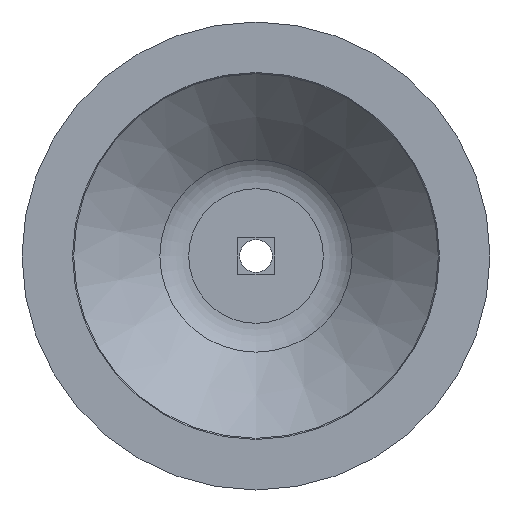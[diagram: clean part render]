
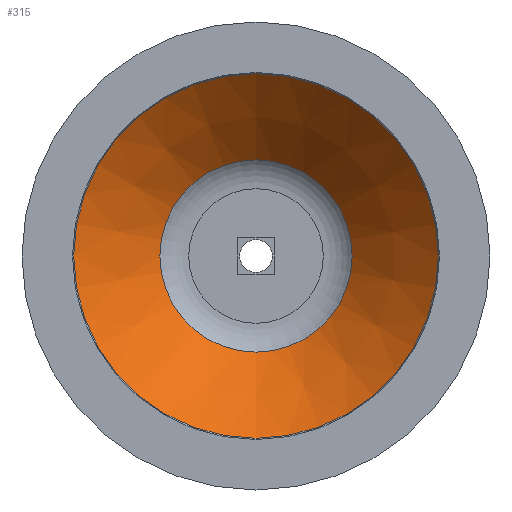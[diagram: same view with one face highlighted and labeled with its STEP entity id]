
A CAD part, front view. The second image highlights one B-rep face of the part: STEP entity #315.
In plain terms, the highlighted conical face has half-angle 45 degrees and reference radius 32.824 mm.
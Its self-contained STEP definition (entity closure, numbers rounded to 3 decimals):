
#33=LINE('',#526,#52);
#52=VECTOR('',#416,32.824);
#71=CONICAL_SURFACE('',#360,32.824,0.785);
#75=FACE_OUTER_BOUND('',#95,.T.);
#95=EDGE_LOOP('',(#226,#227,#228,#229,#230,#231));
#122=CIRCLE('',#358,44.707);
#123=CIRCLE('',#359,44.707);
#124=CIRCLE('',#361,23.577);
#125=CIRCLE('',#362,23.577);
#147=VERTEX_POINT('',#519);
#148=VERTEX_POINT('',#521);
#149=VERTEX_POINT('',#525);
#150=VERTEX_POINT('',#527);
#178=EDGE_CURVE('',#147,#148,#122,.T.);
#179=EDGE_CURVE('',#148,#147,#123,.T.);
#180=EDGE_CURVE('',#148,#149,#33,.T.);
#181=EDGE_CURVE('',#150,#149,#124,.T.);
#182=EDGE_CURVE('',#149,#150,#125,.T.);
#226=ORIENTED_EDGE('',*,*,#178,.F.);
#227=ORIENTED_EDGE('',*,*,#179,.F.);
#228=ORIENTED_EDGE('',*,*,#180,.T.);
#229=ORIENTED_EDGE('',*,*,#181,.F.);
#230=ORIENTED_EDGE('',*,*,#182,.F.);
#231=ORIENTED_EDGE('',*,*,#180,.F.);
#315=ADVANCED_FACE('',(#75),#71,.F.);
#358=AXIS2_PLACEMENT_3D('',#522,#410,#411);
#359=AXIS2_PLACEMENT_3D('',#523,#412,#413);
#360=AXIS2_PLACEMENT_3D('',#524,#414,#415);
#361=AXIS2_PLACEMENT_3D('',#528,#417,#418);
#362=AXIS2_PLACEMENT_3D('',#529,#419,#420);
#410=DIRECTION('center_axis',(0.,1.,0.));
#411=DIRECTION('ref_axis',(0.,0.,-1.));
#412=DIRECTION('center_axis',(0.,1.,0.));
#413=DIRECTION('ref_axis',(0.,0.,-1.));
#414=DIRECTION('center_axis',(0.,-1.,0.));
#415=DIRECTION('ref_axis',(0.,0.,1.));
#416=DIRECTION('',(0.,0.707,0.707));
#417=DIRECTION('center_axis',(0.,-1.,0.));
#418=DIRECTION('ref_axis',(0.,0.,-1.));
#419=DIRECTION('center_axis',(0.,-1.,0.));
#420=DIRECTION('ref_axis',(0.,0.,-1.));
#519=CARTESIAN_POINT('',(0.,-79.559,44.707));
#521=CARTESIAN_POINT('',(0.,-79.559,-44.707));
#522=CARTESIAN_POINT('Origin',(0.,-79.559,0.));
#523=CARTESIAN_POINT('Origin',(0.,-79.559,0.));
#524=CARTESIAN_POINT('Origin',(0.,-67.676,0.));
#525=CARTESIAN_POINT('',(0.,-58.429,-23.577));
#526=CARTESIAN_POINT('',(0.,-67.676,-32.824));
#527=CARTESIAN_POINT('',(0.,-58.429,23.577));
#528=CARTESIAN_POINT('Origin',(0.,-58.429,0.));
#529=CARTESIAN_POINT('Origin',(0.,-58.429,0.));
